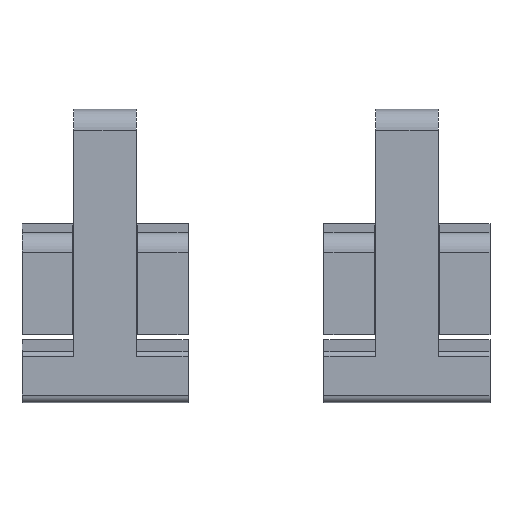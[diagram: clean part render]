
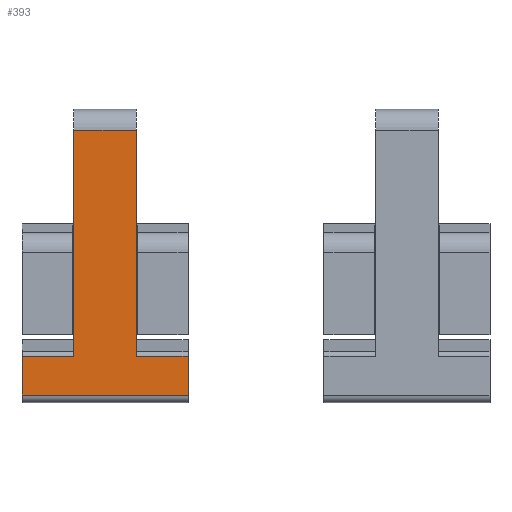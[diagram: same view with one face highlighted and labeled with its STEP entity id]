
A CAD part, front view. The second image highlights one B-rep face of the part: STEP entity #393.
In plain terms, the highlighted planar face has unit normal (0, -1, 0).
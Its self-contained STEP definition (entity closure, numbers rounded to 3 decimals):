
#393 = ADVANCED_FACE( '', ( #803 ), #804, .F. );
#803 = FACE_OUTER_BOUND( '', #1198, .T. );
#804 = PLANE( '', #1199 );
#1198 = EDGE_LOOP( '', ( #2168, #2169, #2170, #2171, #2172, #2173, #2174, #2175 ) );
#1199 = AXIS2_PLACEMENT_3D( '', #2176, #2177, #2178 );
#2168 = ORIENTED_EDGE( '', *, *, #2509, .F. );
#2169 = ORIENTED_EDGE( '', *, *, #2545, .T. );
#2170 = ORIENTED_EDGE( '', *, *, #2526, .T. );
#2171 = ORIENTED_EDGE( '', *, *, #2223, .T. );
#2172 = ORIENTED_EDGE( '', *, *, #2591, .T. );
#2173 = ORIENTED_EDGE( '', *, *, #2343, .F. );
#2174 = ORIENTED_EDGE( '', *, *, #2400, .F. );
#2175 = ORIENTED_EDGE( '', *, *, #2588, .F. );
#2176 = CARTESIAN_POINT( '', ( 33., 0., 54.1 ) );
#2177 = DIRECTION( '', ( 0., 1., 0. ) );
#2178 = DIRECTION( '', ( 0., 0., 1. ) );
#2223 = EDGE_CURVE( '', #2617, #2615, #2618, .T. );
#2343 = EDGE_CURVE( '', #2820, #2818, #2822, .T. );
#2400 = EDGE_CURVE( '', #2916, #2820, #2918, .T. );
#2509 = EDGE_CURVE( '', #3065, #3066, #3067, .T. );
#2526 = EDGE_CURVE( '', #3085, #2617, #3090, .T. );
#2545 = EDGE_CURVE( '', #3065, #3085, #3115, .T. );
#2588 = EDGE_CURVE( '', #3066, #2916, #3160, .T. );
#2591 = EDGE_CURVE( '', #2615, #2818, #3163, .T. );
#2615 = VERTEX_POINT( '', #3189 );
#2617 = VERTEX_POINT( '', #3191 );
#2618 = LINE( '', #3192, #3193 );
#2818 = VERTEX_POINT( '', #3478 );
#2820 = VERTEX_POINT( '', #3480 );
#2822 = LINE( '', #3482, #3483 );
#2916 = VERTEX_POINT( '', #3616 );
#2918 = LINE( '', #3618, #3619 );
#3065 = VERTEX_POINT( '', #3836 );
#3066 = VERTEX_POINT( '', #3837 );
#3067 = LINE( '', #3838, #3839 );
#3085 = VERTEX_POINT( '', #3862 );
#3090 = LINE( '', #3868, #3869 );
#3115 = LINE( '', #3902, #3903 );
#3160 = LINE( '', #3965, #3966 );
#3163 = LINE( '', #3969, #3970 );
#3189 = CARTESIAN_POINT( '', ( 0., 0., 9.187 ) );
#3191 = CARTESIAN_POINT( '', ( 10.25, 0., 9.187 ) );
#3192 = CARTESIAN_POINT( '', ( 10.25, 0., 9.187 ) );
#3193 = VECTOR( '', #3997, 1000. );
#3478 = CARTESIAN_POINT( '', ( 0., 0., 1.5 ) );
#3480 = CARTESIAN_POINT( '', ( 33., 0., 1.5 ) );
#3482 = CARTESIAN_POINT( '', ( 33., 0., 1.5 ) );
#3483 = VECTOR( '', #4143, 1000. );
#3616 = CARTESIAN_POINT( '', ( 33., 0., 9.187 ) );
#3618 = CARTESIAN_POINT( '', ( 33., 0., 54.1 ) );
#3619 = VECTOR( '', #4201, 1000. );
#3836 = CARTESIAN_POINT( '', ( 22.75, 0., 54.1 ) );
#3837 = CARTESIAN_POINT( '', ( 22.75, 0., 9.187 ) );
#3838 = CARTESIAN_POINT( '', ( 22.75, 0., 54.1 ) );
#3839 = VECTOR( '', #4296, 1000. );
#3862 = CARTESIAN_POINT( '', ( 10.25, 0., 54.1 ) );
#3868 = CARTESIAN_POINT( '', ( 10.25, 0., 54.1 ) );
#3869 = VECTOR( '', #4321, 1000. );
#3902 = CARTESIAN_POINT( '', ( 33., 0., 54.1 ) );
#3903 = VECTOR( '', #4339, 1000. );
#3965 = CARTESIAN_POINT( '', ( 22.75, 0., 9.187 ) );
#3966 = VECTOR( '', #4357, 1000. );
#3969 = CARTESIAN_POINT( '', ( 0., 0., 54.1 ) );
#3970 = VECTOR( '', #4358, 1000. );
#3997 = DIRECTION( '', ( -1., 0., 0. ) );
#4143 = DIRECTION( '', ( -1., 0., 0. ) );
#4201 = DIRECTION( '', ( 0., 0., -1. ) );
#4296 = DIRECTION( '', ( 0., 0., -1. ) );
#4321 = DIRECTION( '', ( 0., 0., -1. ) );
#4339 = DIRECTION( '', ( -1., 0., 0. ) );
#4357 = DIRECTION( '', ( 1., 0., 0. ) );
#4358 = DIRECTION( '', ( 0., 0., -1. ) );
